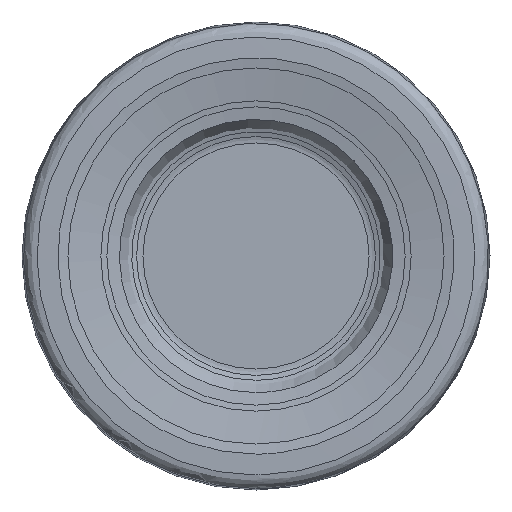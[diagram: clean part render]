
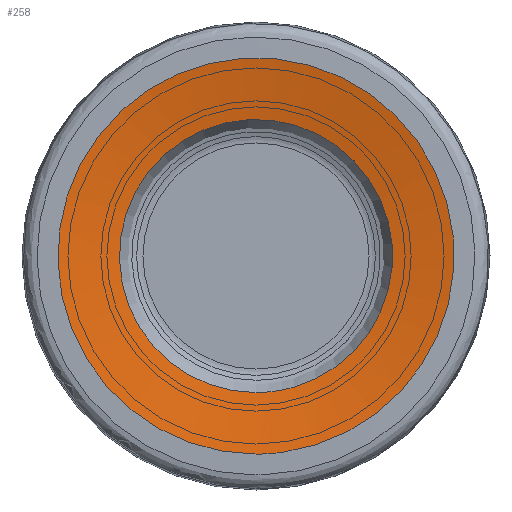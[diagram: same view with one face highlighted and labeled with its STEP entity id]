
A CAD part, left-side view. The second image highlights one B-rep face of the part: STEP entity #258.
In plain terms, the highlighted face is a revolution surface.
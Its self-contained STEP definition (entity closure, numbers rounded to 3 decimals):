
#33=SURFACE_OF_REVOLUTION('',#51,#43);
#43=AXIS1_PLACEMENT('',#644,#563);
#51=LINE('',#643,#59);
#59=VECTOR('',#562,3.598);
#233=FACE_BOUND('',#307,.T.);
#234=FACE_BOUND('',#308,.T.);
#258=ADVANCED_FACE('',(#233,#234),#33,.T.);
#307=EDGE_LOOP('',(#353));
#308=EDGE_LOOP('',(#354));
#353=ORIENTED_EDGE('',*,*,#392,.F.);
#354=ORIENTED_EDGE('',*,*,#400,.T.);
#369=VERTEX_POINT('',#608);
#377=VERTEX_POINT('',#640);
#392=EDGE_CURVE('',#369,#369,#415,.T.);
#400=EDGE_CURVE('',#377,#377,#425,.T.);
#415=CIRCLE('',#455,10.646);
#425=CIRCLE('',#465,7.339);
#455=AXIS2_PLACEMENT_3D('',#607,#524,#525);
#465=AXIS2_PLACEMENT_3D('',#639,#558,#559);
#524=DIRECTION('',(1.,0.,0.));
#525=DIRECTION('',(0.,0.,-1.));
#558=DIRECTION('',(1.,0.,0.));
#559=DIRECTION('',(0.,0.,-1.));
#562=DIRECTION('',(-0.153,-0.955,-0.254));
#563=DIRECTION('',(1.,0.,0.));
#607=CARTESIAN_POINT('',(-0.037,0.,0.));
#608=CARTESIAN_POINT('',(-0.037,0.,-10.646));
#639=CARTESIAN_POINT('',(0.511,0.,0.));
#640=CARTESIAN_POINT('',(0.511,0.,-7.339));
#643=CARTESIAN_POINT('',(0.511,-7.196,1.441));
#644=CARTESIAN_POINT('',(0.,0.,0.));
